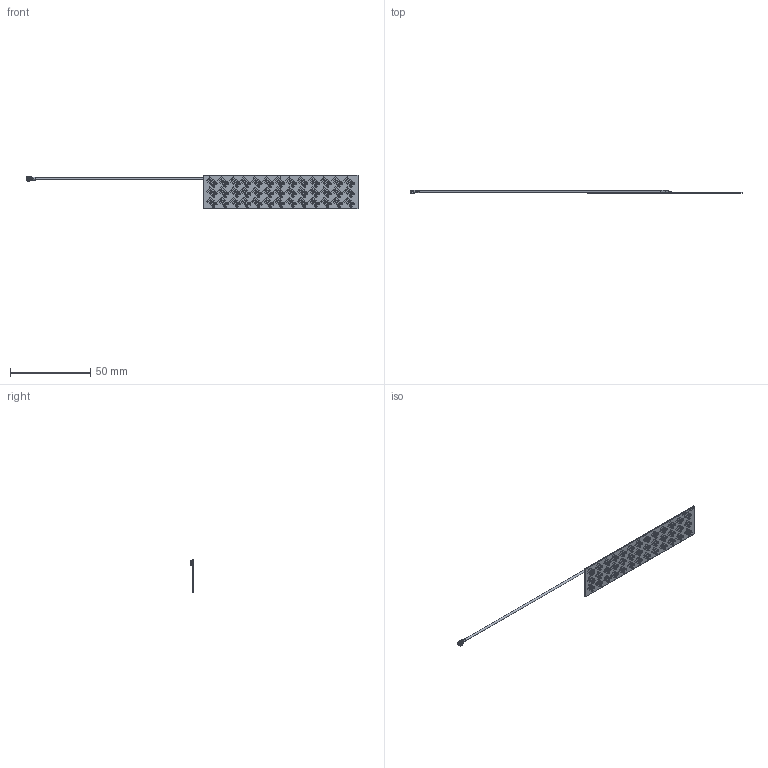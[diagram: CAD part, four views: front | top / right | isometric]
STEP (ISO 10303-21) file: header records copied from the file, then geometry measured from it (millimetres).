
FILE_DESCRIPTION (( 'STEP AP214' ), '1' );
FILE_NAME ('MFX3.07.0150C_Web.STEP', '2020-01-03T09:14:47', ( '' ), ( '' ), 'SwSTEP 2.0', 'SolidWorks 2017', '' );
FILE_SCHEMA (( 'AUTOMOTIVE_DESIGN' ));
Length unit declared in the file: millimetre
Products named in the file (1): MFX3.07.0150C_Web
Bounding box: 206.49 x 2.13 x 21 mm (x, y, z)
Surface area: 7432.9 mm2 (no closed solid volume)
Topology: 0 solids, 141 shells, 392 faces, 2970 edges, 2705 vertices
Faces by surface type: plane 304, bspline 48, cylinder 36, torus 4
Entity records: 41374 total; most frequent: CARTESIAN_POINT 18167, ORIENTED_EDGE 3390, EDGE_CURVE 2970, DIRECTION 2739, VERTEX_POINT 2705, LINE 1825, VECTOR 1825, B_SPLINE_CURVE_WITH_KNOTS 1029
